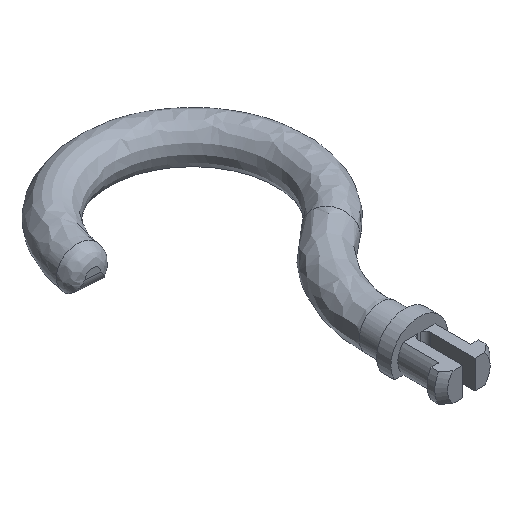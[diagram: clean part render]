
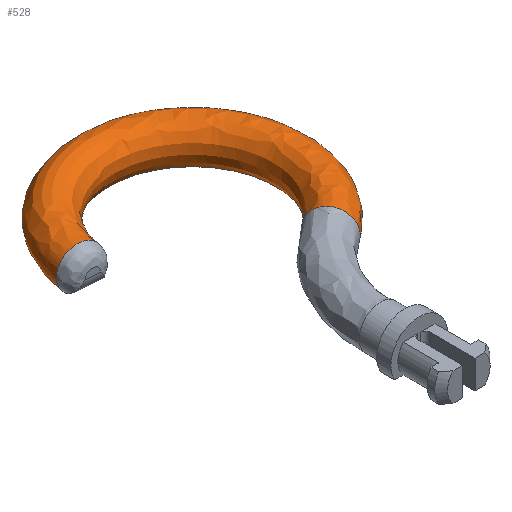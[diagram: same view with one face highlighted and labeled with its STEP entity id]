
A CAD part, isometric view. The second image highlights one B-rep face of the part: STEP entity #528.
In plain terms, the highlighted free-form (B-spline) face has degree [3, 3] with [7, 7] control points.
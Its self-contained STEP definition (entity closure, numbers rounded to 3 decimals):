
#26=(
BOUNDED_SURFACE()
B_SPLINE_SURFACE(3,3,((#890,#891,#892,#893,#894,#895,#896),(#897,#898,#899,
#900,#901,#902,#903),(#904,#905,#906,#907,#908,#909,#910),(#911,#912,#913,
#914,#915,#916,#917),(#918,#919,#920,#921,#922,#923,#924),(#925,#926,#927,
#928,#929,#930,#931),(#932,#933,#934,#935,#936,#937,#938)),
 .SURF_OF_REVOLUTION.,.F.,.F.,.F.)
B_SPLINE_SURFACE_WITH_KNOTS((4,3,4),(4,3,4),(0.,0.5,1.),(0.,0.5,0.97),
 .PIECEWISE_BEZIER_KNOTS.)
GEOMETRIC_REPRESENTATION_ITEM()
RATIONAL_B_SPLINE_SURFACE(((1.,0.682,0.682,1.,0.701,
0.683,0.947),(0.605,0.413,
0.413,0.605,0.424,0.413,
0.573),(0.605,0.413,0.413,
0.605,0.424,0.413,0.573),
(1.,0.682,0.682,1.,0.701,0.683,
0.947),(0.605,0.413,0.413,
0.605,0.424,0.413,0.573),
(0.605,0.413,0.413,0.605,
0.424,0.413,0.573),(1.,0.682,
0.682,1.,0.701,0.683,0.947)))
REPRESENTATION_ITEM('')
SURFACE()
);
#40=B_SPLINE_CURVE_WITH_KNOTS('',3,(#939,#940,#941,#942,#943,#944,#945,
#946,#947,#948,#949),.UNSPECIFIED.,.F.,.F.,(4,1,1,1,1,1,1,1,4),(0.,
0.002,0.003,0.005,0.007,
0.009,0.01,0.012,0.014),
 .UNSPECIFIED.);
#41=B_SPLINE_CURVE_WITH_KNOTS('',3,(#951,#952,#953,#954),.UNSPECIFIED.,
 .F.,.F.,(4,4),(0.,0.),.UNSPECIFIED.);
#219=ORIENTED_EDGE('',*,*,#356,.T.);
#220=ORIENTED_EDGE('',*,*,#357,.T.);
#221=ORIENTED_EDGE('',*,*,#321,.F.);
#222=ORIENTED_EDGE('',*,*,#358,.T.);
#223=ORIENTED_EDGE('',*,*,#324,.T.);
#321=EDGE_CURVE('',#399,#400,#436,.T.);
#324=EDGE_CURVE('',#403,#402,#437,.T.);
#356=EDGE_CURVE('',#402,#423,#40,.T.);
#357=EDGE_CURVE('',#423,#400,#41,.T.);
#358=EDGE_CURVE('',#399,#403,#446,.F.);
#399=VERTEX_POINT('',#795);
#400=VERTEX_POINT('',#797);
#402=VERTEX_POINT('',#804);
#403=VERTEX_POINT('',#806);
#423=VERTEX_POINT('',#950);
#436=CIRCLE('',#566,11.772);
#437=CIRCLE('',#567,16.23);
#446=CIRCLE('',#584,3.);
#463=EDGE_LOOP('',(#219,#220,#221,#222,#223));
#491=FACE_BOUND('',#463,.T.);
#528=ADVANCED_FACE('',(#491),#26,.T.);
#566=AXIS2_PLACEMENT_3D('',#796,#635,#636);
#567=AXIS2_PLACEMENT_3D('',#805,#638,#639);
#584=AXIS2_PLACEMENT_3D('',#955,#689,#690);
#635=DIRECTION('',(0.,0.,1.));
#636=DIRECTION('',(0.6,-0.8,0.));
#638=DIRECTION('',(0.,0.,1.));
#639=DIRECTION('',(0.579,-0.815,0.));
#689=DIRECTION('',(-0.852,-0.523,0.));
#690=DIRECTION('',(0.,0.,-1.));
#795=CARTESIAN_POINT('',(7.06,22.58,-2.));
#796=CARTESIAN_POINT('',(0.,32.,-2.));
#797=CARTESIAN_POINT('',(-11.63,33.821,-2.));
#804=CARTESIAN_POINT('',(-16.072,34.26,-2.));
#805=CARTESIAN_POINT('',(0.,32.,-2.));
#806=CARTESIAN_POINT('',(9.398,18.768,-2.));
#890=CARTESIAN_POINT('',(7.06,22.58,-2.));
#891=CARTESIAN_POINT('',(14.915,28.467,-2.));
#892=CARTESIAN_POINT('',(14.,38.24,-2.));
#893=CARTESIAN_POINT('',(5.188,42.567,-2.));
#894=CARTESIAN_POINT('',(-2.878,46.528,-2.));
#895=CARTESIAN_POINT('',(-10.905,42.23,-2.));
#896=CARTESIAN_POINT('',(-11.725,33.047,-2.));
#897=CARTESIAN_POINT('',(6.009,24.293,0.247));
#898=CARTESIAN_POINT('',(12.435,29.304,0.247));
#899=CARTESIAN_POINT('',(11.521,37.401,0.247));
#900=CARTESIAN_POINT('',(4.139,40.852,0.247));
#901=CARTESIAN_POINT('',(-2.619,44.012,0.247));
#902=CARTESIAN_POINT('',(-9.213,40.318,0.247));
#903=CARTESIAN_POINT('',(-9.748,32.683,0.247));
#904=CARTESIAN_POINT('',(6.652,23.244,3.));
#905=CARTESIAN_POINT('',(13.954,28.791,3.));
#906=CARTESIAN_POINT('',(13.039,37.915,3.));
#907=CARTESIAN_POINT('',(4.782,41.902,3.));
#908=CARTESIAN_POINT('',(-2.777,45.553,3.));
#909=CARTESIAN_POINT('',(-10.249,41.489,3.));
#910=CARTESIAN_POINT('',(-10.959,32.906,3.));
#911=CARTESIAN_POINT('',(8.229,20.674,3.));
#912=CARTESIAN_POINT('',(17.674,27.536,3.));
#913=CARTESIAN_POINT('',(16.758,39.174,3.));
#914=CARTESIAN_POINT('',(6.356,44.474,3.));
#915=CARTESIAN_POINT('',(-3.166,49.326,3.));
#916=CARTESIAN_POINT('',(-12.788,44.357,3.));
#917=CARTESIAN_POINT('',(-13.925,33.452,3.));
#918=CARTESIAN_POINT('',(9.806,18.104,3.));
#919=CARTESIAN_POINT('',(21.394,26.28,3.));
#920=CARTESIAN_POINT('',(20.476,40.433,3.));
#921=CARTESIAN_POINT('',(7.93,47.046,3.));
#922=CARTESIAN_POINT('',(-3.555,53.099,3.));
#923=CARTESIAN_POINT('',(-15.326,47.225,3.));
#924=CARTESIAN_POINT('',(-16.89,33.997,3.));
#925=CARTESIAN_POINT('',(10.449,17.054,0.247));
#926=CARTESIAN_POINT('',(22.912,25.768,0.247));
#927=CARTESIAN_POINT('',(21.995,40.947,0.247));
#928=CARTESIAN_POINT('',(8.573,48.096,0.247));
#929=CARTESIAN_POINT('',(-3.714,54.64,0.247));
#930=CARTESIAN_POINT('',(-16.362,48.396,0.247));
#931=CARTESIAN_POINT('',(-18.101,34.22,0.247));
#932=CARTESIAN_POINT('',(9.398,18.768,-2.));
#933=CARTESIAN_POINT('',(20.432,26.605,-2.));
#934=CARTESIAN_POINT('',(19.515,40.108,-2.));
#935=CARTESIAN_POINT('',(7.523,46.381,-2.));
#936=CARTESIAN_POINT('',(-3.455,52.124,-2.));
#937=CARTESIAN_POINT('',(-14.67,46.484,-2.));
#938=CARTESIAN_POINT('',(-16.124,33.856,-2.));
#939=CARTESIAN_POINT('',(-16.072,34.26,-2.));
#940=CARTESIAN_POINT('',(-16.45,34.305,-1.573));
#941=CARTESIAN_POINT('',(-16.96,34.364,-0.49));
#942=CARTESIAN_POINT('',(-16.725,34.337,1.29));
#943=CARTESIAN_POINT('',(-15.57,34.202,2.657));
#944=CARTESIAN_POINT('',(-13.861,33.997,3.17));
#945=CARTESIAN_POINT('',(-12.154,33.784,2.662));
#946=CARTESIAN_POINT('',(-10.996,33.637,1.295));
#947=CARTESIAN_POINT('',(-10.762,33.606,-0.485));
#948=CARTESIAN_POINT('',(-11.262,33.671,-1.564));
#949=CARTESIAN_POINT('',(-11.643,33.719,-1.997));
#950=CARTESIAN_POINT('',(-11.643,33.719,-1.997));
#951=CARTESIAN_POINT('',(-11.643,33.719,-1.997));
#952=CARTESIAN_POINT('',(-11.64,33.753,-1.999));
#953=CARTESIAN_POINT('',(-11.636,33.787,-2.));
#954=CARTESIAN_POINT('',(-11.63,33.821,-2.));
#955=CARTESIAN_POINT('',(8.229,20.674,0.));
